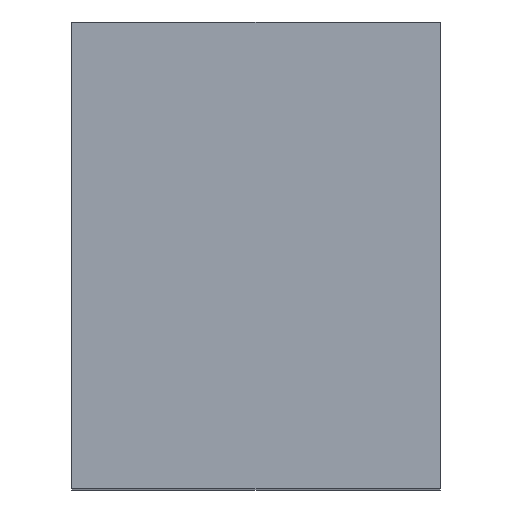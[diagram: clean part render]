
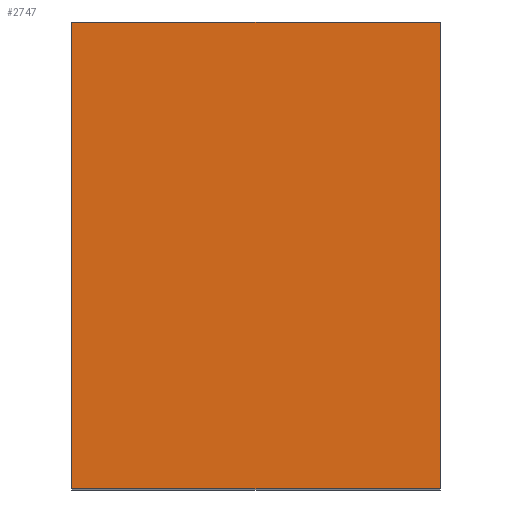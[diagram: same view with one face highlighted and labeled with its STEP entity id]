
A CAD part, top view. The second image highlights one B-rep face of the part: STEP entity #2747.
In plain terms, the highlighted planar face has unit normal (0, 0, 1).
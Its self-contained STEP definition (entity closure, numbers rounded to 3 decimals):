
#657 = VECTOR ( 'NONE', #723, 1000. ) ;
#682 = CARTESIAN_POINT ( 'NONE',  ( -22.5, 57., 48. ) ) ;
#723 = DIRECTION ( 'NONE',  ( 0., -1., 0. ) ) ;
#771 = ORIENTED_EDGE ( 'NONE', *, *, #2774, .F. ) ;
#1010 = DIRECTION ( 'NONE',  ( 1., 0., 0. ) ) ;
#1266 = LINE ( 'NONE', #4342, #4152 ) ;
#1354 = CARTESIAN_POINT ( 'NONE',  ( 22.5, 0., 48. ) ) ;
#1474 = CARTESIAN_POINT ( 'NONE',  ( 22.5, 57., 48. ) ) ;
#1491 = CARTESIAN_POINT ( 'NONE',  ( -22.5, 57., 48. ) ) ;
#1514 = EDGE_LOOP ( 'NONE', ( #2566, #771, #1885, #2079 ) ) ;
#1655 = CARTESIAN_POINT ( 'NONE',  ( -22.5, 0., 48. ) ) ;
#1668 = CARTESIAN_POINT ( 'NONE',  ( 22.5, 57., 48. ) ) ;
#1813 = DIRECTION ( 'NONE',  ( 0., 0., -1. ) ) ;
#1833 = CARTESIAN_POINT ( 'NONE',  ( -22.5, 57., 48. ) ) ;
#1838 = LINE ( 'NONE', #1474, #3528 ) ;
#1885 = ORIENTED_EDGE ( 'NONE', *, *, #2866, .F. ) ;
#2079 = ORIENTED_EDGE ( 'NONE', *, *, #3677, .T. ) ;
#2403 = VERTEX_POINT ( 'NONE', #1655 ) ;
#2479 = LINE ( 'NONE', #2836, #4769 ) ;
#2566 = ORIENTED_EDGE ( 'NONE', *, *, #4241, .T. ) ;
#2747 = ADVANCED_FACE ( 'Face3', ( #4081 ), #3349, .F. ) ;
#2774 = EDGE_CURVE ( 'Edge8', #4641, #4238, #1838, .T. ) ;
#2836 = CARTESIAN_POINT ( 'NONE',  ( -22.5, 0., 48. ) ) ;
#2866 = EDGE_CURVE ( 'Edge5', #3046, #4641, #1266, .T. ) ;
#2958 = DIRECTION ( 'NONE',  ( 0., -1., 0. ) ) ;
#3046 = VERTEX_POINT ( 'NONE', #1833 ) ;
#3276 = LINE ( 'NONE', #682, #657 ) ;
#3349 = PLANE ( 'NONE',  #3921 ) ;
#3528 = VECTOR ( 'NONE', #2958, 1000. ) ;
#3677 = EDGE_CURVE ( 'Edge10', #3046, #2403, #3276, .T. ) ;
#3893 = DIRECTION ( 'NONE',  ( 1., 0., 0. ) ) ;
#3921 = AXIS2_PLACEMENT_3D ( 'NONE', #1491, #1813, #4786 ) ;
#4081 = FACE_OUTER_BOUND ( 'NONE', #1514, .T. ) ;
#4152 = VECTOR ( 'NONE', #3893, 1000. ) ;
#4238 = VERTEX_POINT ( 'NONE', #1354 ) ;
#4241 = EDGE_CURVE ( 'Edge3', #2403, #4238, #2479, .T. ) ;
#4342 = CARTESIAN_POINT ( 'NONE',  ( -22.5, 57., 48. ) ) ;
#4641 = VERTEX_POINT ( 'NONE', #1668 ) ;
#4769 = VECTOR ( 'NONE', #1010, 1000. ) ;
#4786 = DIRECTION ( 'NONE',  ( -1., 0., 0. ) ) ;
